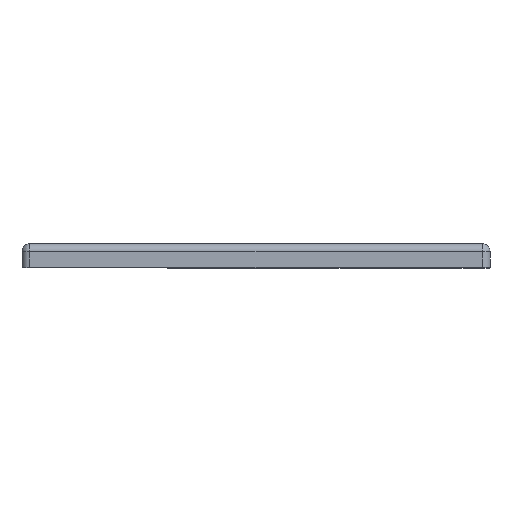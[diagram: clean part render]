
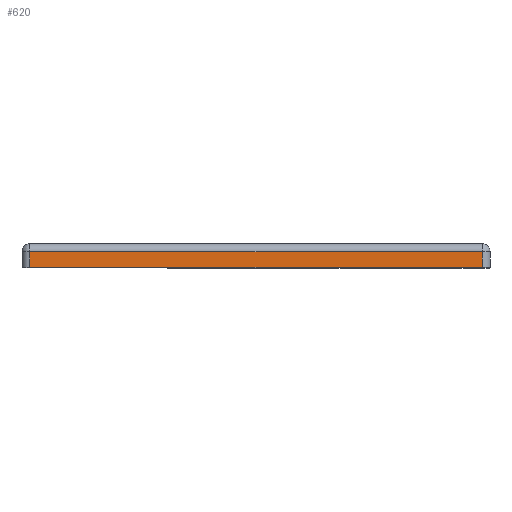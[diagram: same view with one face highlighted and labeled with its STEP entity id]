
A CAD part, top view. The second image highlights one B-rep face of the part: STEP entity #620.
In plain terms, the highlighted planar face has unit normal (0, 0, 1).
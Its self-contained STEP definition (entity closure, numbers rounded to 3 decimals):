
#14 = CARTESIAN_POINT ( 'NONE',  ( -58., 6., 60. ) ) ;
#27 = PLANE ( 'NONE',  #872 ) ;
#33 = EDGE_CURVE ( 'NONE', #741, #1428, #506, .T. ) ;
#35 = DIRECTION ( 'NONE',  ( 0., 0., -1. ) ) ;
#40 = EDGE_CURVE ( 'NONE', #1428, #684, #509, .T. ) ;
#62 = EDGE_CURVE ( 'NONE', #684, #1458, #491, .T. ) ;
#164 = DIRECTION ( 'NONE',  ( 0., 1., 0. ) ) ;
#165 = VECTOR ( 'NONE', #1448, 1000. ) ;
#168 = LINE ( 'NONE', #1099, #165 ) ;
#198 = FACE_OUTER_BOUND ( 'NONE', #1443, .T. ) ;
#324 = CARTESIAN_POINT ( 'NONE',  ( -56., 0., 60. ) ) ;
#480 = CARTESIAN_POINT ( 'NONE',  ( 58., 6., 60. ) ) ;
#486 = VECTOR ( 'NONE', #1282, 1000. ) ;
#491 = LINE ( 'NONE', #675, #486 ) ;
#493 = VECTOR ( 'NONE', #706, 1000. ) ;
#501 = VECTOR ( 'NONE', #164, 1000. ) ;
#506 = LINE ( 'NONE', #480, #501 ) ;
#509 = LINE ( 'NONE', #1246, #493 ) ;
#524 = CARTESIAN_POINT ( 'NONE',  ( -56., 4., 60. ) ) ;
#531 = DIRECTION ( 'NONE',  ( -1., 0., 0. ) ) ;
#577 = ORIENTED_EDGE ( 'NONE', *, *, #62, .T. ) ;
#620 = ADVANCED_FACE ( 'NONE', ( #198 ), #27, .F. ) ;
#675 = CARTESIAN_POINT ( 'NONE',  ( -56., 6., 60. ) ) ;
#684 = VERTEX_POINT ( 'NONE', #524 ) ;
#706 = DIRECTION ( 'NONE',  ( -1., 0., 0. ) ) ;
#741 = VERTEX_POINT ( 'NONE', #1230 ) ;
#794 = EDGE_CURVE ( 'NONE', #1458, #741, #168, .T. ) ;
#872 = AXIS2_PLACEMENT_3D ( 'NONE', #14, #35, #531 ) ;
#1099 = CARTESIAN_POINT ( 'NONE',  ( -58., 0., 60. ) ) ;
#1112 = CARTESIAN_POINT ( 'NONE',  ( 58., 4., 60. ) ) ;
#1139 = ORIENTED_EDGE ( 'NONE', *, *, #794, .T. ) ;
#1149 = ORIENTED_EDGE ( 'NONE', *, *, #40, .T. ) ;
#1156 = ORIENTED_EDGE ( 'NONE', *, *, #33, .T. ) ;
#1230 = CARTESIAN_POINT ( 'NONE',  ( 58., 0., 60. ) ) ;
#1246 = CARTESIAN_POINT ( 'NONE',  ( -56., 4., 60. ) ) ;
#1282 = DIRECTION ( 'NONE',  ( 0., -1., 0. ) ) ;
#1428 = VERTEX_POINT ( 'NONE', #1112 ) ;
#1443 = EDGE_LOOP ( 'NONE', ( #1156, #1149, #577, #1139 ) ) ;
#1448 = DIRECTION ( 'NONE',  ( 1., 0., 0. ) ) ;
#1458 = VERTEX_POINT ( 'NONE', #324 ) ;
